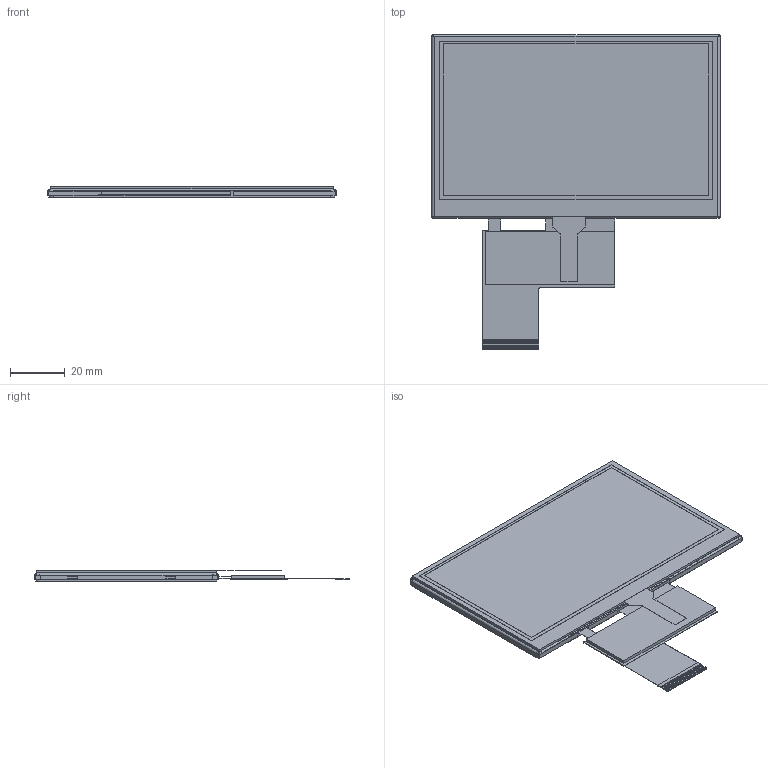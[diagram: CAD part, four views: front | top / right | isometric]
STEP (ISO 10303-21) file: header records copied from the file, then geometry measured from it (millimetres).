
FILE_DESCRIPTION(/* description */ (''),/* implementation_level */ '2;1');
FILE_NAME(/* name */ 'HP_TK-SRA043WQ-101.stp',/* time_stamp */ '2025-09-03T13:26:03+09:00',/* author */ (''),/* organization */ (''),/* preprocessor_version */ 'ST-DEVELOPER v20',/* originating_system */ 'Autodesk Inventor 2024',/* authorisation */ '');
FILE_SCHEMA (('AUTOMOTIVE_DESIGN { 1 0 10303 214 3 1 1 }'));
Length unit declared in the file: millimetre
Products named in the file (1): HP_TK-SRA043WQ-101
Bounding box: 105.4 x 115.05 x 4 mm (x, y, z)
Volume: 26305 mm3; surface area: 31233.8 mm2
Topology: 1 solids, 2 shells, 349 faces, 976 edges, 629 vertices
Faces by surface type: plane 308, cylinder 33, bspline 8
Entity records: 11915 total; most frequent: CARTESIAN_POINT 2919, ORIENTED_EDGE 1952, DIRECTION 1693, EDGE_CURVE 976, LINE 893, VECTOR 893, VERTEX_POINT 629, AXIS2_PLACEMENT_3D 400
